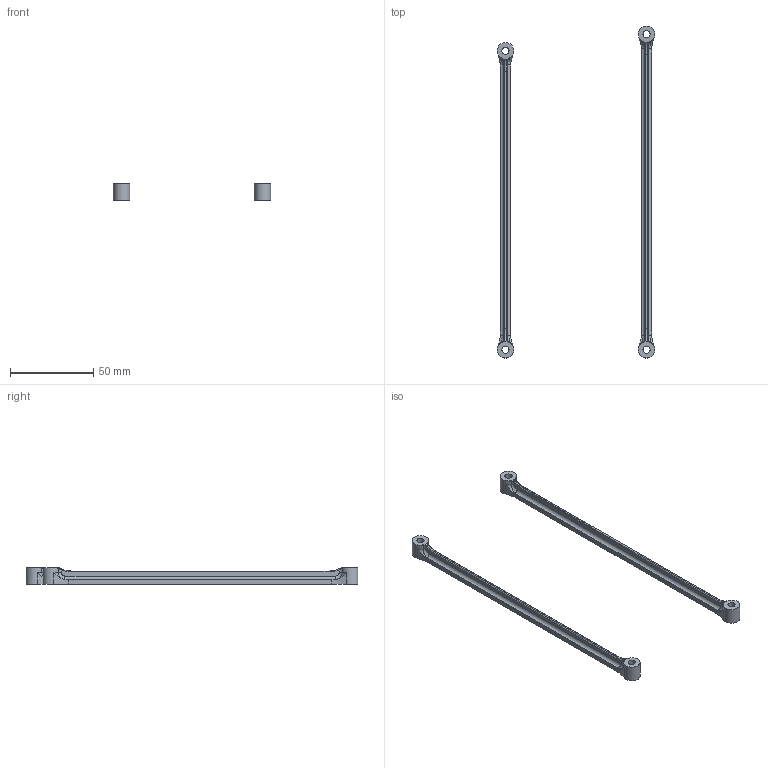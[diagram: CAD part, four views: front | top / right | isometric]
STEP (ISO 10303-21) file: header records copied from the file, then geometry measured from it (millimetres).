
FILE_DESCRIPTION(/* description */ (''),/* implementation_level */ '2;1');
FILE_NAME(/* name */ 'Printed_6mm_links.step',/* time_stamp */ '2021-02-16T16:34:40+01:00',/* author */ (''),/* organization */ (''),/* preprocessor_version */ 'ST-DEVELOPER v18.1',/* originating_system */ 'Autodesk Translation Framework v9.7.1.1290',/* authorisation */ '');
FILE_SCHEMA (('AUTOMOTIVE_DESIGN { 1 0 10303 214 3 1 1 }'));
Length unit declared in the file: millimetre
Products named in the file (1): Printed_link
Bounding box: 95 x 199.96 x 10 mm (x, y, z)
Volume: 13099.3 mm3; surface area: 11235.5 mm2
Topology: 2 solids, 2 shells, 108 faces, 272 edges, 168 vertices
Faces by surface type: bspline 44, plane 28, cylinder 28, torus 8
Full cylindrical faces by diameter (mm): 4.3 x4
Entity records: 4624 total; most frequent: CARTESIAN_POINT 2285, ORIENTED_EDGE 544, DIRECTION 370, EDGE_CURVE 272, VERTEX_POINT 168, AXIS2_PLACEMENT_3D 137, EDGE_LOOP 116, FACE_OUTER_BOUND 108
